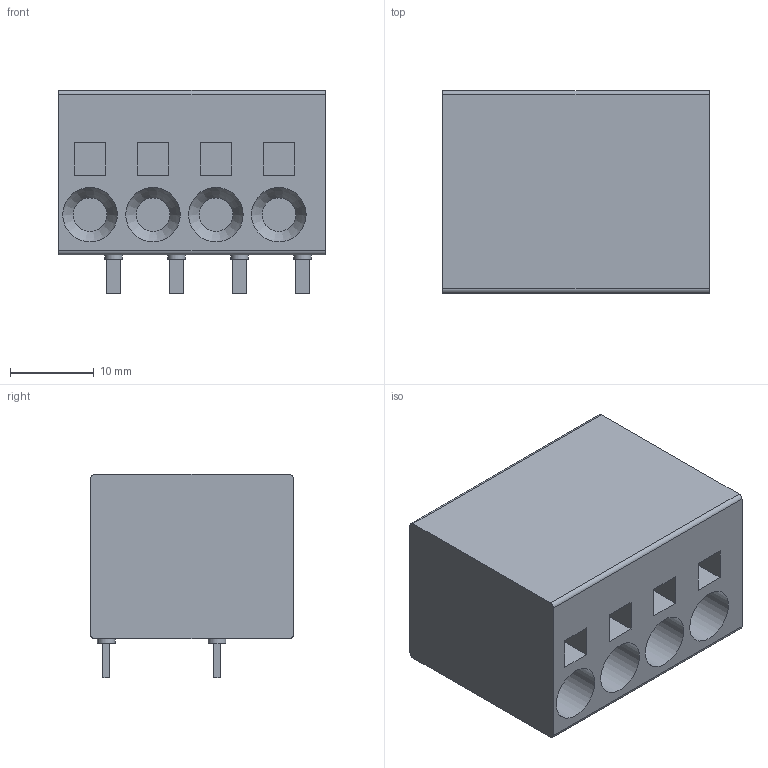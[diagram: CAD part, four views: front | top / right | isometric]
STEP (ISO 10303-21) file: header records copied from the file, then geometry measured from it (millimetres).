
FILE_DESCRIPTION(/* description */ ('model of PhoenixContact_SPT_5_4-H-7.5-ZB_1x04_P7.5mm_Horizontal'),/* implementation_level */ '2;1');
FILE_NAME(/* name */ 'PhoenixContact_SPT_5_4-H-7.5-ZB_1x04_P7.5mm_Horizontal.step',/* time_stamp */ '2023-01-30T13:57:55',/* author */ ('KiCAD','kicad'),/* organization */ ('OCCT'),/* preprocessor_version */ '',/* originating_system */ 'KiCAD',/* authorisation */ '');
FILE_SCHEMA(('AUTOMOTIVE_DESIGN { 1 0 10303 214 1 1 1 1 }'));
Length unit declared in the file: millimetre
Products named in the file (7): CQ assembly; b64620ec-a09d-11ed-8f45-a0cec80452fd; b64620ec-a09d-11ed-8f45-a0cec80452fd_part; b646252e-a09d-11ed-8f45-a0cec80452fd; b646252e-a09d-11ed-8f45-a0cec80452fd_part; b64627fe-a09d-11ed-8f45-a0cec80452fd; b64627fe-a09d-11ed-8f45-a0cec80452fd_part
Assembly tree (6 placements, depth 4):
  CQ assembly
    b64620ec-a09d-11ed-8f45-a0cec80452fd
      b64620ec-a09d-11ed-8f45-a0cec80452fd_part
      b646252e-a09d-11ed-8f45-a0cec80452fd
        b646252e-a09d-11ed-8f45-a0cec80452fd_part
      b64627fe-a09d-11ed-8f45-a0cec80452fd
        b64627fe-a09d-11ed-8f45-a0cec80452fd_part
Bounding box: 31.8 x 24.15 x 24.2 mm (x, y, z)
Volume: 13790.9 mm3; surface area: 4730.7 mm2
Topology: 5 solids, 5 shells, 74 faces, 152 edges, 100 vertices
Faces by surface type: plane 58, cylinder 12, cone 4
Full cylindrical faces by diameter (mm): 2.1 x4, 6.5 x4
Entity records: 2081 total; most frequent: DIRECTION 342, CARTESIAN_POINT 333, ORIENTED_EDGE 304, EDGE_CURVE 152, LINE 124, VECTOR 124, AXIS2_PLACEMENT_3D 109, VERTEX_POINT 100
